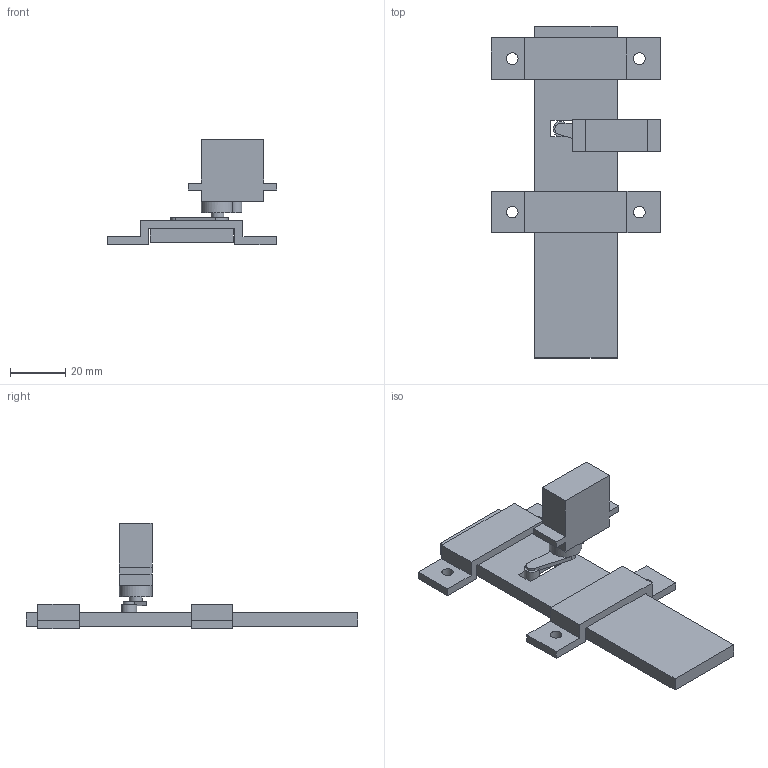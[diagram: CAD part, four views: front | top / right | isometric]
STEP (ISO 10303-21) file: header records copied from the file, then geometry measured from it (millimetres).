
FILE_DESCRIPTION(/* description */ (''),/* implementation_level */ '2;1');
FILE_NAME(/* name */ 'Lock assembly v7.step',/* time_stamp */ '2021-04-03T15:43:49+05:00',/* author */ (''),/* organization */ (''),/* preprocessor_version */ 'ST-DEVELOPER v18.1',/* originating_system */ 'Autodesk Translation Framework v9.10.0.1330',/* authorisation */ '');
FILE_SCHEMA (('AUTOMOTIVE_DESIGN { 1 0 10303 214 3 1 1 }'));
Length unit declared in the file: millimetre
Products named in the file (6): Lock assembly; Automated lock; Lock holder; Servo motor; Shaft; handle
Assembly tree (6 placements, depth 2):
  Lock assembly
    Lock holder  x2
    Automated lock
    Servo motor
    Shaft
    handle
Bounding box: 61.13 x 120 x 38.24 mm (x, y, z)
Volume: 31027.9 mm3; surface area: 17253.9 mm2
Topology: 6 solids, 6 shells, 75 faces, 180 edges, 119 vertices
Faces by surface type: plane 63, cylinder 12
Full cylindrical faces by diameter (mm): 3.8 x1, 4.2 x4, 4.6 x2, 5.5 x1
Entity records: 1883 total; most frequent: DIRECTION 303, CARTESIAN_POINT 300, ORIENTED_EDGE 276, EDGE_CURVE 138, LINE 115, VECTOR 115, AXIS2_PLACEMENT_3D 94, VERTEX_POINT 91
